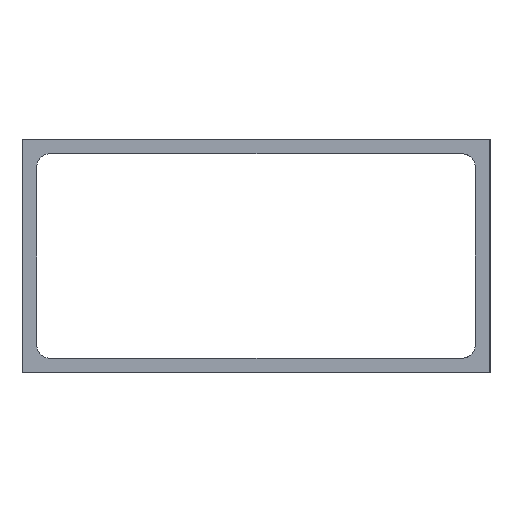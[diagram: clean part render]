
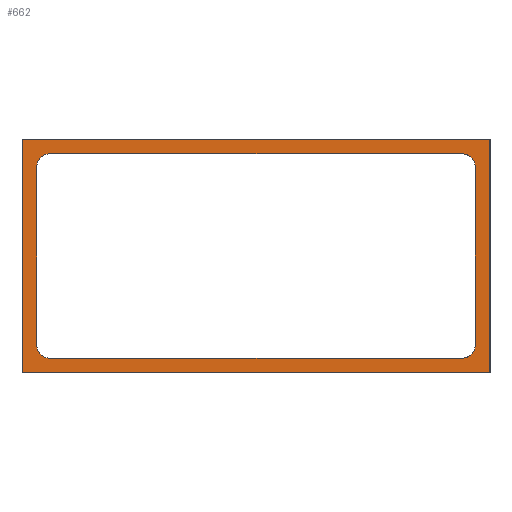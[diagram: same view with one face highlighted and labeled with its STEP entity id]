
A CAD part, left-side view. The second image highlights one B-rep face of the part: STEP entity #662.
In plain terms, the highlighted planar face has unit normal (-1, 0, 0).
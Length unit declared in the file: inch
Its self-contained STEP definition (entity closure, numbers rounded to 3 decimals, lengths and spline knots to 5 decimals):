
#21 = EDGE_CURVE ( 'NONE', #2619, #124, #980, .T. ) ;
#42 = EDGE_CURVE ( 'NONE', #2563, #260, #187, .T. ) ;
#124 = VERTEX_POINT ( 'NONE', #1332 ) ;
#140 = CARTESIAN_POINT ( 'NONE',  ( 0., 0.8775, -0.3775 ) ) ;
#173 = DIRECTION ( 'NONE',  ( 0., 0., -1. ) ) ;
#187 = CIRCLE ( 'NONE', #1333, 0.06 ) ;
#239 = ORIENTED_EDGE ( 'NONE', *, *, #2292, .T. ) ;
#260 = VERTEX_POINT ( 'NONE', #1345 ) ;
#265 = CARTESIAN_POINT ( 'NONE',  ( 0., -0.8775, 0.3775 ) ) ;
#285 = EDGE_CURVE ( 'NONE', #124, #1451, #1487, .T. ) ;
#298 = CARTESIAN_POINT ( 'NONE',  ( 0., -1., 0.5 ) ) ;
#301 = CARTESIAN_POINT ( 'NONE',  ( 0., 0.8775, -0.4375 ) ) ;
#328 = VECTOR ( 'NONE', #1173, 39.37008 ) ;
#354 = LINE ( 'NONE', #3067, #1848 ) ;
#422 = ORIENTED_EDGE ( 'NONE', *, *, #21, .F. ) ;
#497 = EDGE_CURVE ( 'NONE', #2302, #2150, #1479, .T. ) ;
#516 = DIRECTION ( 'NONE',  ( 1., 0., 0. ) ) ;
#554 = VECTOR ( 'NONE', #1085, 39.37008 ) ;
#577 = ORIENTED_EDGE ( 'NONE', *, *, #1537, .T. ) ;
#590 = VERTEX_POINT ( 'NONE', #706 ) ;
#607 = VECTOR ( 'NONE', #1556, 39.37008 ) ;
#629 = EDGE_LOOP ( 'NONE', ( #1776, #1230, #1888, #844, #3081, #577, #1509, #239 ) ) ;
#656 = CARTESIAN_POINT ( 'NONE',  ( 0., 0.8775, 0.3775 ) ) ;
#662 = ADVANCED_FACE ( 'NONE', ( #916, #3106 ), #2160, .F. ) ;
#675 = VECTOR ( 'NONE', #2933, 39.37008 ) ;
#706 = CARTESIAN_POINT ( 'NONE',  ( 0., 0.8775, 0.4375 ) ) ;
#831 = DIRECTION ( 'NONE',  ( 0., 0., 1. ) ) ;
#844 = ORIENTED_EDGE ( 'NONE', *, *, #2078, .T. ) ;
#881 = CARTESIAN_POINT ( 'NONE',  ( 0., 1., -0.5 ) ) ;
#894 = VERTEX_POINT ( 'NONE', #1493 ) ;
#916 = FACE_OUTER_BOUND ( 'NONE', #2440, .T. ) ;
#980 = LINE ( 'NONE', #298, #607 ) ;
#1012 = CARTESIAN_POINT ( 'NONE',  ( 0., 0., 0. ) ) ;
#1085 = DIRECTION ( 'NONE',  ( 0., -1., 0. ) ) ;
#1132 = DIRECTION ( 'NONE',  ( 1., 0., 0. ) ) ;
#1173 = DIRECTION ( 'NONE',  ( 0., -1., 0. ) ) ;
#1177 = DIRECTION ( 'NONE',  ( 1., 0., 0. ) ) ;
#1188 = EDGE_CURVE ( 'NONE', #260, #2302, #2460, .T. ) ;
#1230 = ORIENTED_EDGE ( 'NONE', *, *, #1188, .T. ) ;
#1242 = DIRECTION ( 'NONE',  ( 1., 0., 0. ) ) ;
#1323 = VECTOR ( 'NONE', #1864, 39.37008 ) ;
#1332 = CARTESIAN_POINT ( 'NONE',  ( 0., -1., -0.5 ) ) ;
#1333 = AXIS2_PLACEMENT_3D ( 'NONE', #265, #1242, #1807 ) ;
#1345 = CARTESIAN_POINT ( 'NONE',  ( 0., -0.9375, 0.3775 ) ) ;
#1350 = CARTESIAN_POINT ( 'NONE',  ( 0., 0.8775, -0.4375 ) ) ;
#1361 = AXIS2_PLACEMENT_3D ( 'NONE', #1012, #516, #2020 ) ;
#1414 = VECTOR ( 'NONE', #831, 39.37008 ) ;
#1451 = VERTEX_POINT ( 'NONE', #881 ) ;
#1467 = ORIENTED_EDGE ( 'NONE', *, *, #285, .F. ) ;
#1471 = CARTESIAN_POINT ( 'NONE',  ( 0., -0.9375, 0.3775 ) ) ;
#1479 = CIRCLE ( 'NONE', #2107, 0.06 ) ;
#1487 = LINE ( 'NONE', #1613, #1323 ) ;
#1493 = CARTESIAN_POINT ( 'NONE',  ( 0., 1., 0.5 ) ) ;
#1509 = ORIENTED_EDGE ( 'NONE', *, *, #2223, .T. ) ;
#1537 = EDGE_CURVE ( 'NONE', #2611, #1547, #354, .T. ) ;
#1547 = VERTEX_POINT ( 'NONE', #2849 ) ;
#1556 = DIRECTION ( 'NONE',  ( 0., 0., -1. ) ) ;
#1585 = DIRECTION ( 'NONE',  ( 0., 0., 1. ) ) ;
#1609 = VERTEX_POINT ( 'NONE', #1350 ) ;
#1613 = CARTESIAN_POINT ( 'NONE',  ( 0., 1., -0.5 ) ) ;
#1636 = EDGE_CURVE ( 'NONE', #1609, #2611, #3165, .T. ) ;
#1697 = CIRCLE ( 'NONE', #1789, 0.06 ) ;
#1706 = CARTESIAN_POINT ( 'NONE',  ( 0., -1., 0.5 ) ) ;
#1707 = ORIENTED_EDGE ( 'NONE', *, *, #2070, .F. ) ;
#1711 = ORIENTED_EDGE ( 'NONE', *, *, #2752, .F. ) ;
#1776 = ORIENTED_EDGE ( 'NONE', *, *, #42, .T. ) ;
#1788 = LINE ( 'NONE', #301, #3012 ) ;
#1789 = AXIS2_PLACEMENT_3D ( 'NONE', #656, #2553, #2574 ) ;
#1807 = DIRECTION ( 'NONE',  ( 0., 0., -1. ) ) ;
#1848 = VECTOR ( 'NONE', #1585, 39.37008 ) ;
#1864 = DIRECTION ( 'NONE',  ( 0., 1., 0. ) ) ;
#1888 = ORIENTED_EDGE ( 'NONE', *, *, #497, .T. ) ;
#2020 = DIRECTION ( 'NONE',  ( 0., 0., -1. ) ) ;
#2070 = EDGE_CURVE ( 'NONE', #894, #2619, #2842, .T. ) ;
#2071 = LINE ( 'NONE', #3020, #1414 ) ;
#2078 = EDGE_CURVE ( 'NONE', #2150, #1609, #1788, .T. ) ;
#2107 = AXIS2_PLACEMENT_3D ( 'NONE', #2402, #1177, #173 ) ;
#2150 = VERTEX_POINT ( 'NONE', #2773 ) ;
#2160 = PLANE ( 'NONE',  #1361 ) ;
#2175 = CARTESIAN_POINT ( 'NONE',  ( 0., 0.8775, 0.4375 ) ) ;
#2205 = CARTESIAN_POINT ( 'NONE',  ( 0., 0.9375, -0.3775 ) ) ;
#2223 = EDGE_CURVE ( 'NONE', #1547, #590, #1697, .T. ) ;
#2292 = EDGE_CURVE ( 'NONE', #590, #2563, #2482, .T. ) ;
#2302 = VERTEX_POINT ( 'NONE', #2812 ) ;
#2402 = CARTESIAN_POINT ( 'NONE',  ( 0., -0.8775, -0.3775 ) ) ;
#2440 = EDGE_LOOP ( 'NONE', ( #1467, #422, #1707, #1711 ) ) ;
#2460 = LINE ( 'NONE', #1471, #675 ) ;
#2474 = AXIS2_PLACEMENT_3D ( 'NONE', #140, #1132, #3184 ) ;
#2482 = LINE ( 'NONE', #2175, #328 ) ;
#2543 = CARTESIAN_POINT ( 'NONE',  ( 0., 1., 0.5 ) ) ;
#2553 = DIRECTION ( 'NONE',  ( 1., 0., 0. ) ) ;
#2559 = CARTESIAN_POINT ( 'NONE',  ( 0., -0.8775, 0.4375 ) ) ;
#2563 = VERTEX_POINT ( 'NONE', #2559 ) ;
#2574 = DIRECTION ( 'NONE',  ( 0., 0., 1. ) ) ;
#2611 = VERTEX_POINT ( 'NONE', #2205 ) ;
#2619 = VERTEX_POINT ( 'NONE', #1706 ) ;
#2752 = EDGE_CURVE ( 'NONE', #1451, #894, #2071, .T. ) ;
#2773 = CARTESIAN_POINT ( 'NONE',  ( 0., -0.8775, -0.4375 ) ) ;
#2812 = CARTESIAN_POINT ( 'NONE',  ( 0., -0.9375, -0.3775 ) ) ;
#2842 = LINE ( 'NONE', #2543, #554 ) ;
#2849 = CARTESIAN_POINT ( 'NONE',  ( 0., 0.9375, 0.3775 ) ) ;
#2933 = DIRECTION ( 'NONE',  ( 0., 0., -1. ) ) ;
#3000 = DIRECTION ( 'NONE',  ( 0., 1., 0. ) ) ;
#3012 = VECTOR ( 'NONE', #3000, 39.37008 ) ;
#3020 = CARTESIAN_POINT ( 'NONE',  ( 0., 1., 0.5 ) ) ;
#3067 = CARTESIAN_POINT ( 'NONE',  ( 0., 0.9375, 0.3775 ) ) ;
#3081 = ORIENTED_EDGE ( 'NONE', *, *, #1636, .T. ) ;
#3106 = FACE_BOUND ( 'NONE', #629, .T. ) ;
#3165 = CIRCLE ( 'NONE', #2474, 0.06 ) ;
#3184 = DIRECTION ( 'NONE',  ( 0., 0., -1. ) ) ;
